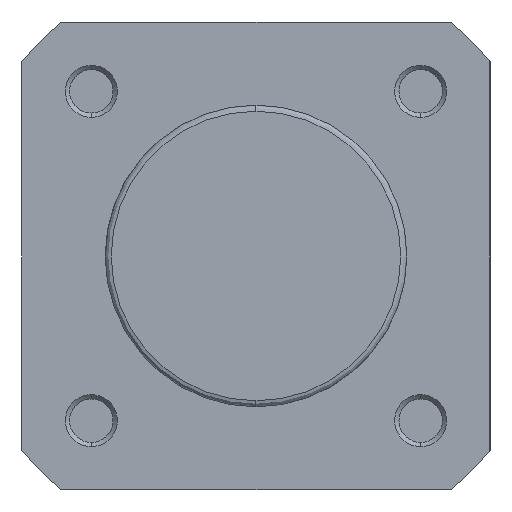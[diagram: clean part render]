
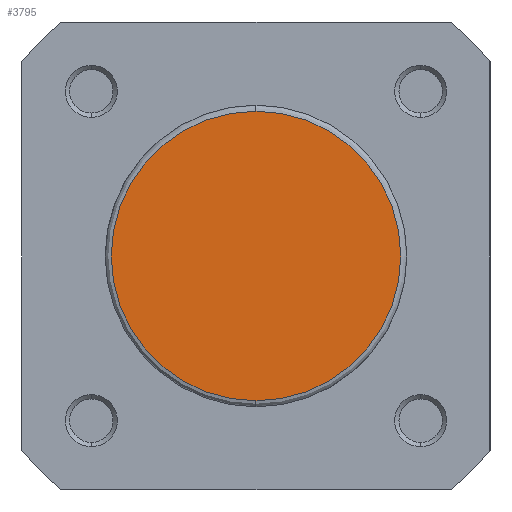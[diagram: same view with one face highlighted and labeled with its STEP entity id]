
A CAD part, left-side view. The second image highlights one B-rep face of the part: STEP entity #3795.
In plain terms, the highlighted planar face has unit normal (-1, 0, 0).
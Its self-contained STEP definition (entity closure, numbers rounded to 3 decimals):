
#44 = CIRCLE ( 'NONE', #3299, 16.7 ) ;
#138 = CIRCLE ( 'NONE', #3330, 16.7 ) ;
#486 = FACE_OUTER_BOUND ( 'NONE', #2530, .T. ) ;
#1105 = CARTESIAN_POINT ( 'NONE',  ( 0., -17.4, 0. ) ) ;
#1106 = PLANE ( 'NONE',  #3499 ) ;
#1108 = DIRECTION ( 'NONE',  ( -1., 0., 0. ) ) ;
#1109 = DIRECTION ( 'NONE',  ( 0., 0., 1. ) ) ;
#1885 = CARTESIAN_POINT ( 'NONE',  ( 0., 0., 16.7 ) ) ;
#2113 = CARTESIAN_POINT ( 'NONE',  ( 0., 0., -16.7 ) ) ;
#2530 = EDGE_LOOP ( 'NONE', ( #2571, #2570 ) ) ;
#2570 = ORIENTED_EDGE ( 'NONE', *, *, #3143, .T. ) ;
#2571 = ORIENTED_EDGE ( 'NONE', *, *, #3079, .T. ) ;
#3079 = EDGE_CURVE ( 'NONE', #4027, #4254, #44, .T. ) ;
#3143 = EDGE_CURVE ( 'NONE', #4254, #4027, #138, .T. ) ;
#3299 = AXIS2_PLACEMENT_3D ( 'NONE', #4513, #4514, #4515 ) ;
#3330 = AXIS2_PLACEMENT_3D ( 'NONE', #4666, #4673, #4674 ) ;
#3499 = AXIS2_PLACEMENT_3D ( 'NONE', #1105, #1108, #1109 ) ;
#3795 = ADVANCED_FACE ( 'NONE', ( #486 ), #1106, .T. ) ;
#4027 = VERTEX_POINT ( 'NONE', #1885 ) ;
#4254 = VERTEX_POINT ( 'NONE', #2113 ) ;
#4513 = CARTESIAN_POINT ( 'NONE',  ( 0., 0., 0. ) ) ;
#4514 = DIRECTION ( 'NONE',  ( -1., 0., 0. ) ) ;
#4515 = DIRECTION ( 'NONE',  ( 0., 0., 1. ) ) ;
#4666 = CARTESIAN_POINT ( 'NONE',  ( 0., 0., 0. ) ) ;
#4673 = DIRECTION ( 'NONE',  ( -1., 0., 0. ) ) ;
#4674 = DIRECTION ( 'NONE',  ( 0., 0., 1. ) ) ;
